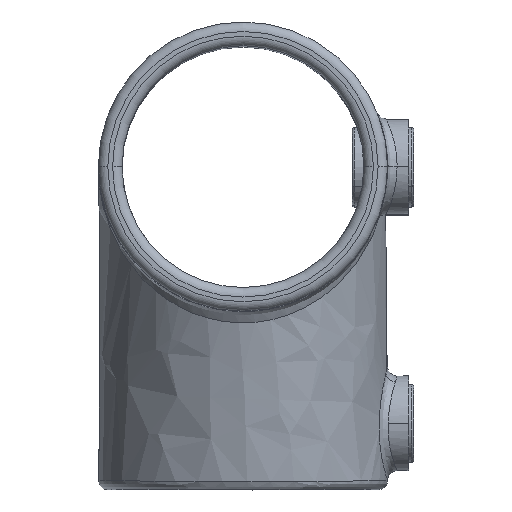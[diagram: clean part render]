
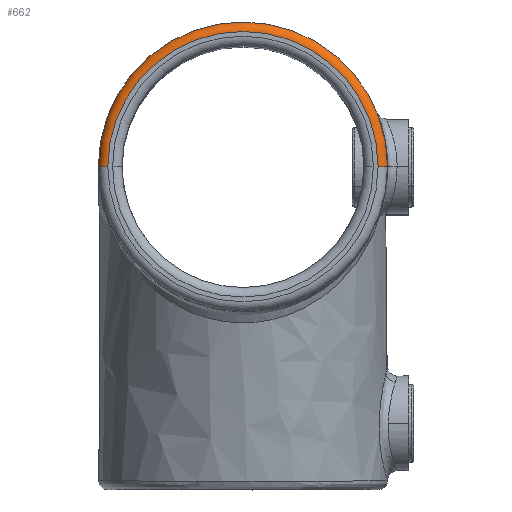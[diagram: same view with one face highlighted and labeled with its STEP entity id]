
A CAD part, top view. The second image highlights one B-rep face of the part: STEP entity #662.
In plain terms, the highlighted toroidal (fillet/blend) face has major radius 28.5 mm and minor radius 2 mm.
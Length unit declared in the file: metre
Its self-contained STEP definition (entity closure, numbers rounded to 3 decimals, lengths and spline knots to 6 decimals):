
#339 = VERTEX_POINT ( 'NONE', #13431 ) ;
#662 = ADVANCED_FACE ( 'NONE', ( #11415 ), #6675, .T. ) ;
#711 = DIRECTION ( 'NONE',  ( 0., 0., 1. ) ) ;
#780 = AXIS2_PLACEMENT_3D ( 'NONE', #13660, #711, #13588 ) ;
#875 = DIRECTION ( 'NONE',  ( 0., -1., 0. ) ) ;
#1081 = DIRECTION ( 'NONE',  ( 0., 1., 0. ) ) ;
#2101 = EDGE_CURVE ( 'NONE', #13397, #12779, #7331, .T. ) ;
#2843 = CARTESIAN_POINT ( 'NONE',  ( -0.0305, 0., 0.082 ) ) ;
#3153 = ORIENTED_EDGE ( 'NONE', *, *, #2101, .F. ) ;
#3796 = CIRCLE ( 'NONE', #13277, 0.002 ) ;
#4517 = EDGE_CURVE ( 'NONE', #13397, #5360, #12523, .T. ) ;
#5265 = DIRECTION ( 'NONE',  ( 1., 0., 0. ) ) ;
#5360 = VERTEX_POINT ( 'NONE', #11440 ) ;
#5379 = CIRCLE ( 'NONE', #7189, 0.0285 ) ;
#5407 = DIRECTION ( 'NONE',  ( -1., 0., 0. ) ) ;
#5726 = EDGE_CURVE ( 'NONE', #12779, #339, #3796, .T. ) ;
#5939 = EDGE_LOOP ( 'NONE', ( #3153, #8411, #8359, #6564 ) ) ;
#6051 = EDGE_CURVE ( 'NONE', #339, #5360, #5379, .T. ) ;
#6400 = CARTESIAN_POINT ( 'NONE',  ( 0., 0., 0.082 ) ) ;
#6564 = ORIENTED_EDGE ( 'NONE', *, *, #5726, .F. ) ;
#6675 = TOROIDAL_SURFACE ( 'NONE', #780, 0.0285, 0.002 ) ;
#6765 = DIRECTION ( 'NONE',  ( 0., 0., 1. ) ) ;
#7166 = CARTESIAN_POINT ( 'NONE',  ( 0.0305, 0., 0.082 ) ) ;
#7189 = AXIS2_PLACEMENT_3D ( 'NONE', #13183, #6765, #10938 ) ;
#7331 = CIRCLE ( 'NONE', #13191, 0.0305 ) ;
#8327 = CARTESIAN_POINT ( 'NONE',  ( 0.0285, 0., 0.082 ) ) ;
#8359 = ORIENTED_EDGE ( 'NONE', *, *, #6051, .F. ) ;
#8411 = ORIENTED_EDGE ( 'NONE', *, *, #4517, .T. ) ;
#8470 = AXIS2_PLACEMENT_3D ( 'NONE', #10791, #1081, #5407 ) ;
#10791 = CARTESIAN_POINT ( 'NONE',  ( -0.0285, 0., 0.082 ) ) ;
#10938 = DIRECTION ( 'NONE',  ( 1., 0., 0. ) ) ;
#11415 = FACE_OUTER_BOUND ( 'NONE', #5939, .T. ) ;
#11440 = CARTESIAN_POINT ( 'NONE',  ( -0.0285, 0., 0.084 ) ) ;
#11571 = DIRECTION ( 'NONE',  ( 0., 0., -1. ) ) ;
#12523 = CIRCLE ( 'NONE', #8470, 0.002 ) ;
#12625 = DIRECTION ( 'NONE',  ( 0., 0., -1. ) ) ;
#12779 = VERTEX_POINT ( 'NONE', #7166 ) ;
#13183 = CARTESIAN_POINT ( 'NONE',  ( 0., 0., 0.084 ) ) ;
#13191 = AXIS2_PLACEMENT_3D ( 'NONE', #6400, #11571, #5265 ) ;
#13277 = AXIS2_PLACEMENT_3D ( 'NONE', #8327, #875, #12625 ) ;
#13397 = VERTEX_POINT ( 'NONE', #2843 ) ;
#13431 = CARTESIAN_POINT ( 'NONE',  ( 0.0285, 0., 0.084 ) ) ;
#13588 = DIRECTION ( 'NONE',  ( 1., 0., 0. ) ) ;
#13660 = CARTESIAN_POINT ( 'NONE',  ( 0., 0., 0.082 ) ) ;
